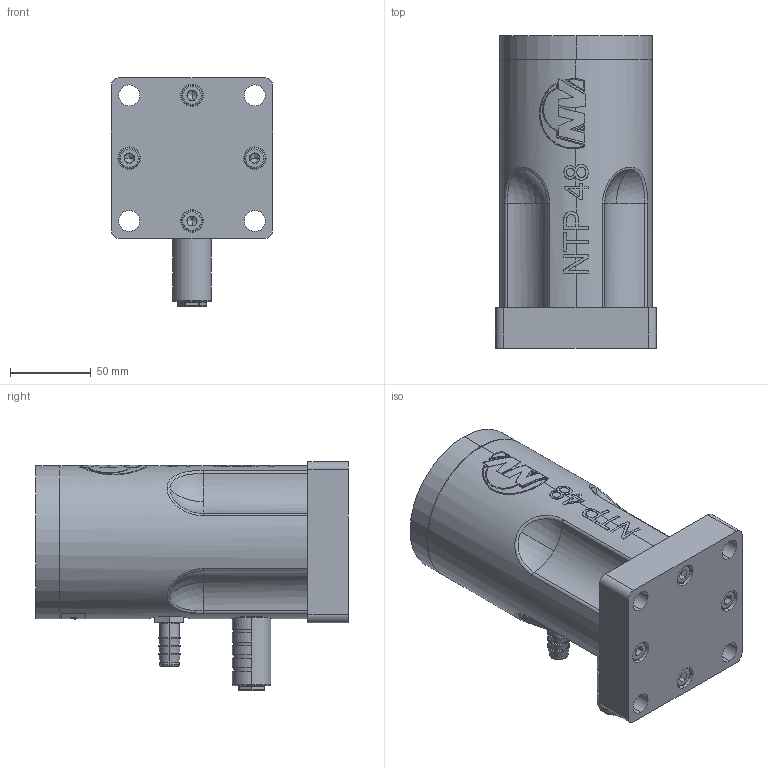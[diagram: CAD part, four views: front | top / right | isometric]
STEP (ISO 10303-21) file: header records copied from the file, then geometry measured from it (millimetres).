
FILE_DESCRIPTION (( 'STEP AP214' ), '1' );
FILE_NAME ('NTP 48 B #04348500.STEP', '2020-12-11T12:36:17', ( '' ), ( '' ), 'SwSTEP 2.0', 'SolidWorks 2015', '' );
FILE_SCHEMA (( 'AUTOMOTIVE_DESIGN' ));
Length unit declared in the file: millimetre
Products named in the file (1): NTP 48 B #04348500
Bounding box: 100 x 194 x 142 mm (x, y, z)
Volume: 1354467.4 mm3; surface area: 135716.8 mm2
Topology: 4 solids, 5 shells, 627 faces, 1550 edges, 962 vertices
Faces by surface type: plane 229, cylinder 189, bspline 66, cone 64, torus 63, sphere 16
Entity records: 32232 total; most frequent: CARTESIAN_POINT 15691, ORIENTED_EDGE 3020, DIRECTION 2918, EDGE_CURVE 1510, AXIS2_PLACEMENT_3D 1135, VERTEX_POINT 962, EDGE_LOOP 704, VECTOR 648
